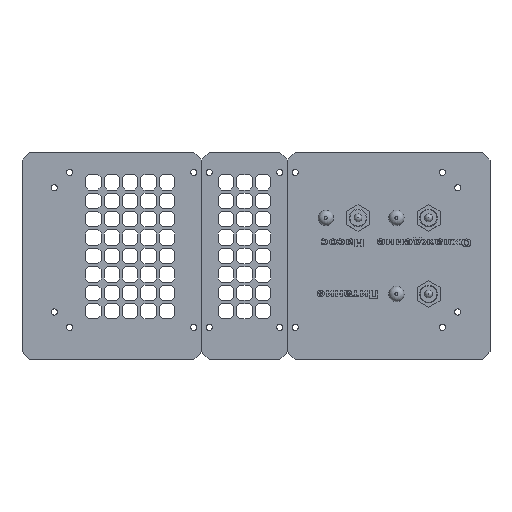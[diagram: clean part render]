
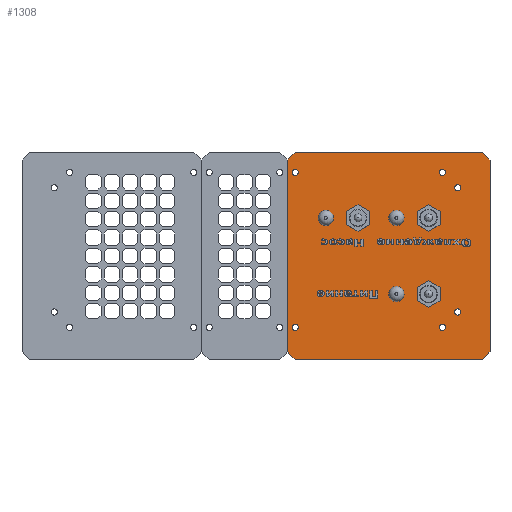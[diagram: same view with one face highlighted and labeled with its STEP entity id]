
A CAD part, top view. The second image highlights one B-rep face of the part: STEP entity #1308.
In plain terms, the highlighted planar face has unit normal (0, 0, 1).
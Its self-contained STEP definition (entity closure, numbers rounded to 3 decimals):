
#1308=ADVANCED_FACE('',(#3778,#3780,#3782,#3784,#3786,#3788,#3790,#3792,#3794,#3796,
#3798,#3800,#3802),#3804,.T.);
#3778=FACE_BOUND('',#3779,.T.);
#3779=EDGE_LOOP('',(#11414,#11415,#11416,#11417,#11418,#11419,#11420,#11421));
#3780=FACE_BOUND('',#3781,.T.);
#3781=EDGE_LOOP('',(#11422));
#3782=FACE_BOUND('',#3783,.T.);
#3783=EDGE_LOOP('',(#11423));
#3784=FACE_BOUND('',#3785,.T.);
#3785=EDGE_LOOP('',(#11424));
#3786=FACE_BOUND('',#3787,.T.);
#3787=EDGE_LOOP('',(#11425));
#3788=FACE_BOUND('',#3789,.T.);
#3789=EDGE_LOOP('',(#11426));
#3790=FACE_BOUND('',#3791,.T.);
#3791=EDGE_LOOP('',(#11427));
#3792=FACE_BOUND('',#3793,.T.);
#3793=EDGE_LOOP('',(#11428));
#3794=FACE_BOUND('',#3795,.T.);
#3795=EDGE_LOOP('',(#11429));
#3796=FACE_BOUND('',#3797,.T.);
#3797=EDGE_LOOP('',(#11430));
#3798=FACE_BOUND('',#3799,.T.);
#3799=EDGE_LOOP('',(#11431));
#3800=FACE_BOUND('',#3801,.T.);
#3801=EDGE_LOOP('',(#11432));
#3802=FACE_BOUND('',#3803,.T.);
#3803=EDGE_LOOP('',(#11433));
#3804=PLANE('',#3805);
#3805=AXIS2_PLACEMENT_3D('',#3806,#3807,#3808);
#3806=CARTESIAN_POINT('',(0.,0.,3.));
#3807=DIRECTION('',(0.,0.,1.));
#3808=DIRECTION('',(-1.,0.,0.));
#11414=ORIENTED_EDGE('',*,*,#17868,.F.);
#11415=ORIENTED_EDGE('',*,*,#17869,.T.);
#11416=ORIENTED_EDGE('',*,*,#17870,.F.);
#11417=ORIENTED_EDGE('',*,*,#17871,.T.);
#11418=ORIENTED_EDGE('',*,*,#17872,.F.);
#11419=ORIENTED_EDGE('',*,*,#17873,.T.);
#11420=ORIENTED_EDGE('',*,*,#17874,.F.);
#11421=ORIENTED_EDGE('',*,*,#17875,.T.);
#11422=ORIENTED_EDGE('',*,*,#17876,.T.);
#11423=ORIENTED_EDGE('',*,*,#17877,.T.);
#11424=ORIENTED_EDGE('',*,*,#17878,.T.);
#11425=ORIENTED_EDGE('',*,*,#17879,.T.);
#11426=ORIENTED_EDGE('',*,*,#17880,.T.);
#11427=ORIENTED_EDGE('',*,*,#17881,.T.);
#11428=ORIENTED_EDGE('',*,*,#17882,.T.);
#11429=ORIENTED_EDGE('',*,*,#17883,.T.);
#11430=ORIENTED_EDGE('',*,*,#17884,.T.);
#11431=ORIENTED_EDGE('',*,*,#17885,.T.);
#11432=ORIENTED_EDGE('',*,*,#17886,.T.);
#11433=ORIENTED_EDGE('',*,*,#17887,.T.);
#17868=EDGE_CURVE('',#21396,#21397,#21398,.F.);
#17869=EDGE_CURVE('',#21396,#21399,#21400,.T.);
#17870=EDGE_CURVE('',#21401,#21399,#21402,.F.);
#17871=EDGE_CURVE('',#21401,#21403,#21404,.T.);
#17872=EDGE_CURVE('',#21405,#21403,#21406,.F.);
#17873=EDGE_CURVE('',#21405,#21407,#21408,.T.);
#17874=EDGE_CURVE('',#21409,#21407,#21410,.F.);
#17875=EDGE_CURVE('',#21409,#21397,#21411,.T.);
#17876=EDGE_CURVE('',#21412,#21412,#21413,.F.);
#17877=EDGE_CURVE('',#21414,#21414,#21415,.F.);
#17878=EDGE_CURVE('',#21416,#21416,#21417,.F.);
#17879=EDGE_CURVE('',#21418,#21418,#21419,.F.);
#17880=EDGE_CURVE('',#21420,#21420,#21421,.F.);
#17881=EDGE_CURVE('',#21422,#21422,#21423,.F.);
#17882=EDGE_CURVE('',#21424,#21424,#21425,.F.);
#17883=EDGE_CURVE('',#21426,#21426,#21427,.F.);
#17884=EDGE_CURVE('',#21428,#21428,#21429,.F.);
#17885=EDGE_CURVE('',#21430,#21430,#21431,.F.);
#17886=EDGE_CURVE('',#21432,#21432,#21433,.F.);
#17887=EDGE_CURVE('',#21434,#21434,#21435,.F.);
#21396=VERTEX_POINT('',#27839);
#21397=VERTEX_POINT('',#27840);
#21398=LINE('',#27841,#27842);
#21399=VERTEX_POINT('',#27844);
#21400=LINE('',#27845,#27846);
#21401=VERTEX_POINT('',#27848);
#21402=LINE('',#27849,#27850);
#21403=VERTEX_POINT('',#27852);
#21404=LINE('',#27853,#27854);
#21405=VERTEX_POINT('',#27856);
#21406=LINE('',#27857,#27858);
#21407=VERTEX_POINT('',#27860);
#21408=LINE('',#27861,#27862);
#21409=VERTEX_POINT('',#27864);
#21410=LINE('',#27865,#27866);
#21411=LINE('',#27868,#27869);
#21412=VERTEX_POINT('',#27871);
#21413=CIRCLE('',#27872,2.);
#21414=VERTEX_POINT('',#27876);
#21415=CIRCLE('',#27877,2.);
#21416=VERTEX_POINT('',#27881);
#21417=CIRCLE('',#27882,2.);
#21418=VERTEX_POINT('',#27886);
#21419=CIRCLE('',#27887,2.);
#21420=VERTEX_POINT('',#27891);
#21421=CIRCLE('',#27892,2.);
#21422=VERTEX_POINT('',#27896);
#21423=CIRCLE('',#27897,2.);
#21424=VERTEX_POINT('',#27901);
#21425=CIRCLE('',#27902,5.);
#21426=VERTEX_POINT('',#27906);
#21427=CIRCLE('',#27907,5.);
#21428=VERTEX_POINT('',#27911);
#21429=CIRCLE('',#27912,5.);
#21430=VERTEX_POINT('',#27916);
#21431=CIRCLE('',#27917,6.);
#21432=VERTEX_POINT('',#27921);
#21433=CIRCLE('',#27922,6.);
#21434=VERTEX_POINT('',#27926);
#21435=CIRCLE('',#27927,6.);
#27839=CARTESIAN_POINT('',(61.,67.5,3.));
#27840=CARTESIAN_POINT('',(66.,62.5,3.));
#27841=CARTESIAN_POINT('',(66.,62.5,3.));
#27842=VECTOR('',#27843,1.);
#27843=DIRECTION('',(-0.707,0.707,0.));
#27844=CARTESIAN_POINT('',(-61.,67.5,3.));
#27845=CARTESIAN_POINT('',(61.,67.5,3.));
#27846=VECTOR('',#27847,1.);
#27847=DIRECTION('',(-1.,0.,0.));
#27848=CARTESIAN_POINT('',(-66.,62.5,3.));
#27849=CARTESIAN_POINT('',(-61.,67.5,3.));
#27850=VECTOR('',#27851,1.);
#27851=DIRECTION('',(-0.707,-0.707,0.));
#27852=CARTESIAN_POINT('',(-66.,-62.5,3.));
#27853=CARTESIAN_POINT('',(-66.,62.5,3.));
#27854=VECTOR('',#27855,1.);
#27855=DIRECTION('',(0.,-1.,0.));
#27856=CARTESIAN_POINT('',(-61.,-67.5,3.));
#27857=CARTESIAN_POINT('',(-66.,-62.5,3.));
#27858=VECTOR('',#27859,1.);
#27859=DIRECTION('',(0.707,-0.707,0.));
#27860=CARTESIAN_POINT('',(61.,-67.5,3.));
#27861=CARTESIAN_POINT('',(-61.,-67.5,3.));
#27862=VECTOR('',#27863,1.);
#27863=DIRECTION('',(1.,0.,0.));
#27864=CARTESIAN_POINT('',(66.,-62.5,3.));
#27865=CARTESIAN_POINT('',(61.,-67.5,3.));
#27866=VECTOR('',#27867,1.);
#27867=DIRECTION('',(0.707,0.707,0.));
#27868=CARTESIAN_POINT('',(66.,-62.5,3.));
#27869=VECTOR('',#27870,1.);
#27870=DIRECTION('',(0.,1.,0.));
#27871=CARTESIAN_POINT('',(-63.,-46.5,3.));
#27872=AXIS2_PLACEMENT_3D('',#27873,#27874,#27875);
#27873=CARTESIAN_POINT('',(-61.,-46.5,3.));
#27874=DIRECTION('',(0.,0.,1.));
#27875=DIRECTION('',(-1.,0.,0.));
#27876=CARTESIAN_POINT('',(-63.,54.5,3.));
#27877=AXIS2_PLACEMENT_3D('',#27878,#27879,#27880);
#27878=CARTESIAN_POINT('',(-61.,54.5,3.));
#27879=DIRECTION('',(0.,0.,1.));
#27880=DIRECTION('',(-1.,0.,0.));
#27881=CARTESIAN_POINT('',(33.,-46.5,3.));
#27882=AXIS2_PLACEMENT_3D('',#27883,#27884,#27885);
#27883=CARTESIAN_POINT('',(35.,-46.5,3.));
#27884=DIRECTION('',(0.,0.,1.));
#27885=DIRECTION('',(-1.,0.,0.));
#27886=CARTESIAN_POINT('',(33.,54.5,3.));
#27887=AXIS2_PLACEMENT_3D('',#27888,#27889,#27890);
#27888=CARTESIAN_POINT('',(35.,54.5,3.));
#27889=DIRECTION('',(0.,0.,1.));
#27890=DIRECTION('',(-1.,0.,0.));
#27891=CARTESIAN_POINT('',(43.,44.5,3.));
#27892=AXIS2_PLACEMENT_3D('',#27893,#27894,#27895);
#27893=CARTESIAN_POINT('',(45.,44.5,3.));
#27894=DIRECTION('',(0.,0.,1.));
#27895=DIRECTION('',(-1.,0.,0.));
#27896=CARTESIAN_POINT('',(43.,-36.5,3.));
#27897=AXIS2_PLACEMENT_3D('',#27898,#27899,#27900);
#27898=CARTESIAN_POINT('',(45.,-36.5,3.));
#27899=DIRECTION('',(0.,0.,1.));
#27900=DIRECTION('',(-1.,0.,0.));
#27901=CARTESIAN_POINT('',(-46.,24.8,3.));
#27902=AXIS2_PLACEMENT_3D('',#27903,#27904,#27905);
#27903=CARTESIAN_POINT('',(-41.,24.8,3.));
#27904=DIRECTION('',(0.,0.,1.));
#27905=DIRECTION('',(-1.,0.,0.));
#27906=CARTESIAN_POINT('',(0.,24.8,3.));
#27907=AXIS2_PLACEMENT_3D('',#27908,#27909,#27910);
#27908=CARTESIAN_POINT('',(5.,24.8,3.));
#27909=DIRECTION('',(0.,0.,1.));
#27910=DIRECTION('',(-1.,0.,0.));
#27911=CARTESIAN_POINT('',(0.,-24.8,3.));
#27912=AXIS2_PLACEMENT_3D('',#27913,#27914,#27915);
#27913=CARTESIAN_POINT('',(5.,-24.8,3.));
#27914=DIRECTION('',(0.,0.,1.));
#27915=DIRECTION('',(-1.,0.,0.));
#27916=CARTESIAN_POINT('',(-26.,24.8,3.));
#27917=AXIS2_PLACEMENT_3D('',#27918,#27919,#27920);
#27918=CARTESIAN_POINT('',(-20.,24.8,3.));
#27919=DIRECTION('',(0.,0.,1.));
#27920=DIRECTION('',(-1.,0.,0.));
#27921=CARTESIAN_POINT('',(20.,24.8,3.));
#27922=AXIS2_PLACEMENT_3D('',#27923,#27924,#27925);
#27923=CARTESIAN_POINT('',(26.,24.8,3.));
#27924=DIRECTION('',(0.,0.,1.));
#27925=DIRECTION('',(-1.,0.,0.));
#27926=CARTESIAN_POINT('',(20.,-24.8,3.));
#27927=AXIS2_PLACEMENT_3D('',#27928,#27929,#27930);
#27928=CARTESIAN_POINT('',(26.,-24.8,3.));
#27929=DIRECTION('',(0.,0.,1.));
#27930=DIRECTION('',(-1.,0.,0.));
